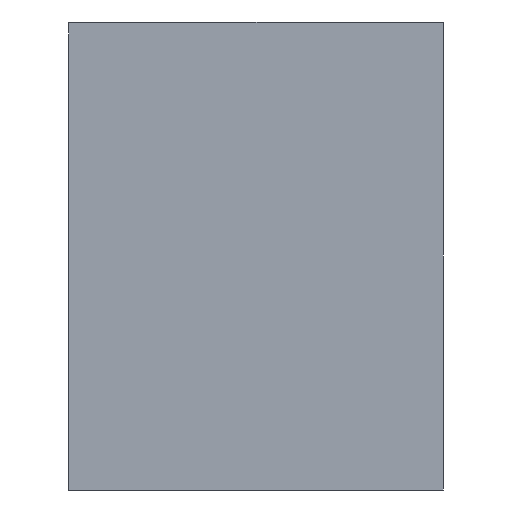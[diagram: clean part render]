
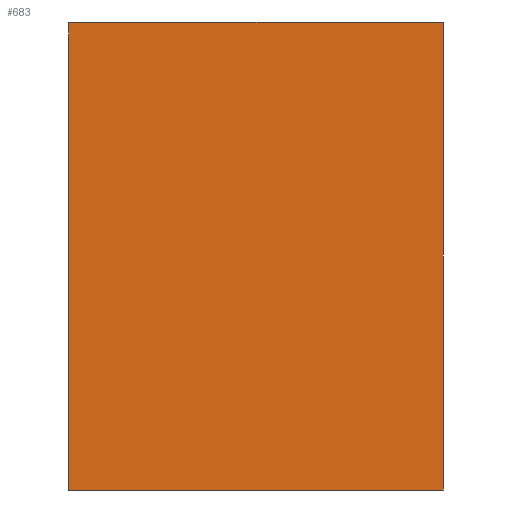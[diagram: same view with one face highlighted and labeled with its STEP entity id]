
A CAD part, left-side view. The second image highlights one B-rep face of the part: STEP entity #683.
In plain terms, the highlighted planar face has unit normal (-1, 0, 0).
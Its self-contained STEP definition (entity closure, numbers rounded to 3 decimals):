
#35=PLANE('',#757);
#65=FACE_OUTER_BOUND('',#103,.T.);
#103=EDGE_LOOP('',(#497,#498,#499,#500));
#157=LINE('',#1101,#209);
#158=LINE('',#1103,#210);
#159=LINE('',#1105,#211);
#160=LINE('',#1106,#212);
#209=VECTOR('',#889,10.);
#210=VECTOR('',#890,10.);
#211=VECTOR('',#891,10.);
#212=VECTOR('',#892,10.);
#309=VERTEX_POINT('',#1099);
#310=VERTEX_POINT('',#1100);
#311=VERTEX_POINT('',#1102);
#312=VERTEX_POINT('',#1104);
#383=EDGE_CURVE('',#309,#310,#157,.T.);
#384=EDGE_CURVE('',#311,#310,#158,.T.);
#385=EDGE_CURVE('',#312,#311,#159,.T.);
#386=EDGE_CURVE('',#312,#309,#160,.T.);
#497=ORIENTED_EDGE('',*,*,#383,.T.);
#498=ORIENTED_EDGE('',*,*,#384,.F.);
#499=ORIENTED_EDGE('',*,*,#385,.F.);
#500=ORIENTED_EDGE('',*,*,#386,.T.);
#683=ADVANCED_FACE('',(#65),#35,.T.);
#757=AXIS2_PLACEMENT_3D('',#1098,#887,#888);
#887=DIRECTION('center_axis',(-1.,0.,0.));
#888=DIRECTION('ref_axis',(0.,-1.,0.));
#889=DIRECTION('',(0.,0.,1.));
#890=DIRECTION('',(0.,-1.,0.));
#891=DIRECTION('',(0.,0.,1.));
#892=DIRECTION('',(0.,-1.,0.));
#1098=CARTESIAN_POINT('Origin',(0.,65.,0.));
#1099=CARTESIAN_POINT('',(0.,45.,0.));
#1100=CARTESIAN_POINT('',(0.,45.,12.5));
#1101=CARTESIAN_POINT('',(0.,45.,3.125));
#1102=CARTESIAN_POINT('',(0.,55.,12.5));
#1103=CARTESIAN_POINT('',(0.,65.,12.5));
#1104=CARTESIAN_POINT('',(0.,55.,0.));
#1105=CARTESIAN_POINT('',(0.,55.,3.125));
#1106=CARTESIAN_POINT('',(0.,65.,0.));
